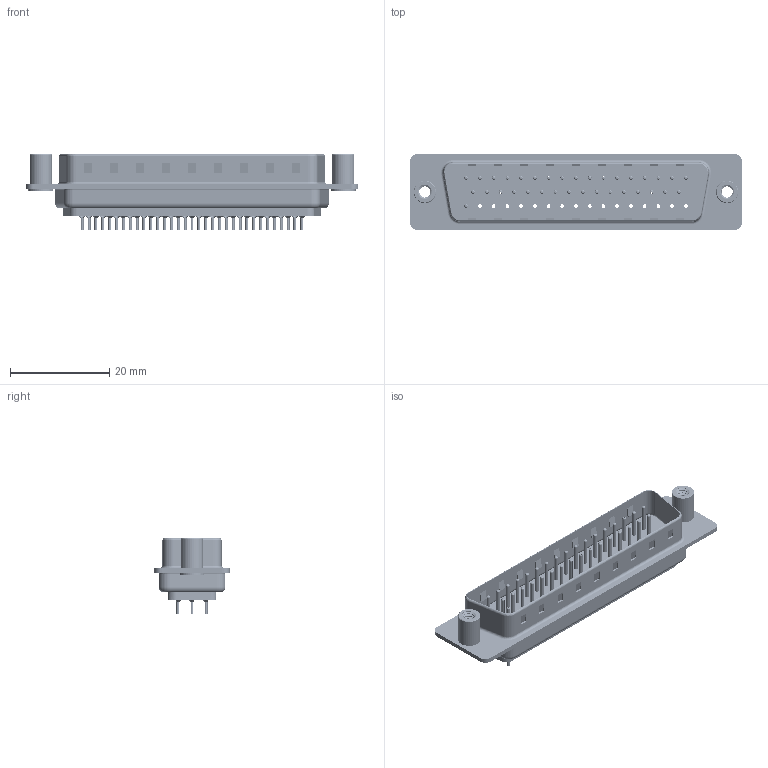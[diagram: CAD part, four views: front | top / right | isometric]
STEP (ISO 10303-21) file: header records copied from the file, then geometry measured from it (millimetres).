
FILE_DESCRIPTION (( 'STEP AP203' ), '1' );
FILE_NAME ('627-050-620-548.STEP', '2018-10-06T10:29:16', ( '' ), ( '' ), 'SwSTEP 2.0', 'SolidWorks 2016', '' );
FILE_SCHEMA (( 'CONFIG_CONTROL_DESIGN' ));
Length unit declared in the file: millimetre
Products named in the file (8): 627 4-40 Threaded Standoff; 627-050-620-548; 627 Housing_50 LP; 627 Shell Front_50 Contacts; 627 Contact Row 2_20L; 627 Shell Rear_50 Contacts; 627 Contact Row 3_20L; 627 Contact Row 1_20L
Assembly tree (39 placements, depth 2):
  627-050-620-548
    627 Housing_50 LP
    627 Shell Front_50 Contacts
    627 Shell Rear_50 Contacts
    627 Contact Row 1_20L  x17
    627 Contact Row 2_20L  x16
    627 Contact Row 3_20L
    627 4-40 Threaded Standoff  x2
Bounding box: 67 x 15.3 x 15.2 mm (x, y, z)
Volume: 4340.9 mm3; surface area: 11155.3 mm2
Topology: 39 solids, 39 shells, 3906 faces, 10177 edges, 6326 vertices
Faces by surface type: cylinder 1523, plane 1053, torus 974, cone 350, bspline 6
Entity records: 36247 total; most frequent: CARTESIAN_POINT 8077, DIRECTION 5940, ORIENTED_EDGE 5256, EDGE_CURVE 2628, AXIS2_PLACEMENT_3D 2376, VERTEX_POINT 1686, EDGE_LOOP 1326, CIRCLE 1271
